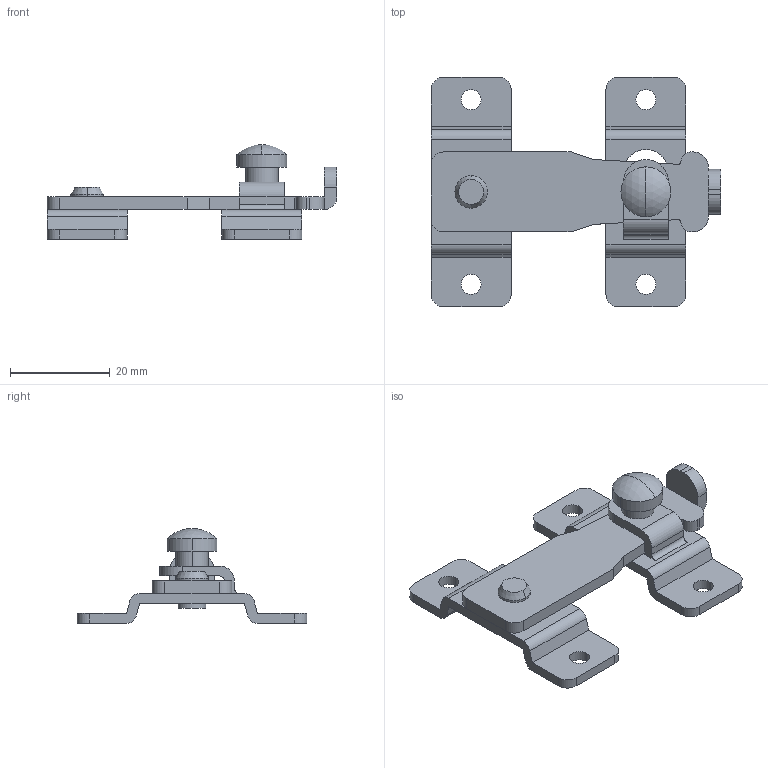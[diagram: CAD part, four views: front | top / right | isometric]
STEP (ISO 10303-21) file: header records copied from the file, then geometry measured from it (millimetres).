
FILE_DESCRIPTION (( 'STEP AP203' ), '1' );
FILE_NAME ('C-1249-4.STEP', '2012-03-08T01:57:37', ( '' ), ( '' ), 'SwSTEP 2.0', 'SolidWorks 2011', '' );
FILE_SCHEMA (( 'CONFIG_CONTROL_DESIGN' ));
Length unit declared in the file: millimetre
Products named in the file (6): C-1249-4; C-1249-4受けつまみ_; C-1249-4受け_; C-1249-4シャフト_; C-1249-4フック_; C-1249-4本体_
Assembly tree (5 placements, depth 2):
  C-1249-4
    C-1249-4本体_
    C-1249-4受けつまみ_
    C-1249-4受け_
    C-1249-4シャフト_
    C-1249-4フック_
Bounding box: 58 x 46 x 19 mm (x, y, z)
Volume: 5831 mm3; surface area: 6616.5 mm2
Topology: 5 solids, 5 shells, 122 faces, 320 edges, 211 vertices
Faces by surface type: plane 60, cylinder 58, sphere 2, cone 2
Entity records: 4456 total; most frequent: DIRECTION 704, CARTESIAN_POINT 661, ORIENTED_EDGE 640, EDGE_CURVE 320, AXIS2_PLACEMENT_3D 254, VERTEX_POINT 211, LINE 196, VECTOR 196
